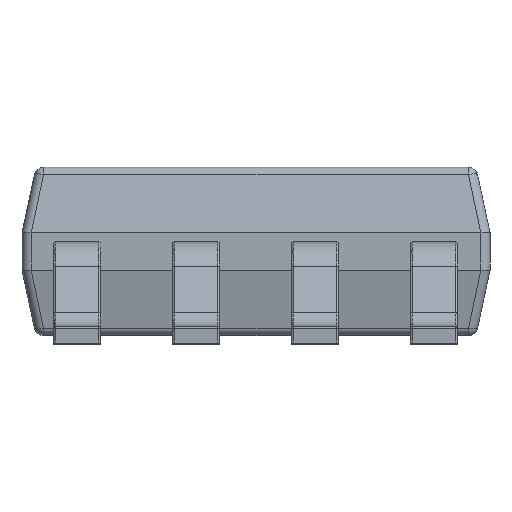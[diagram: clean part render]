
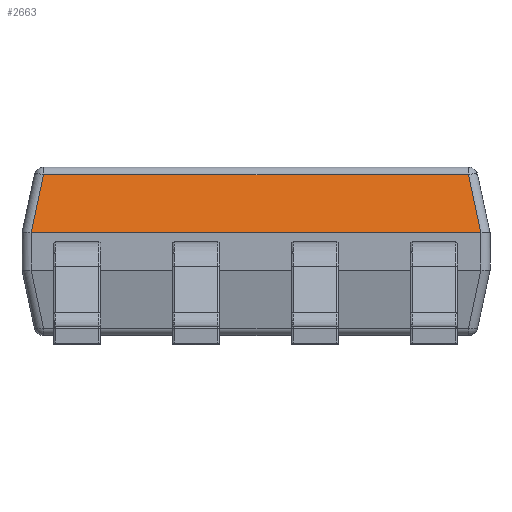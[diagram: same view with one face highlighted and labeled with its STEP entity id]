
A CAD part, left-side view. The second image highlights one B-rep face of the part: STEP entity #2663.
In plain terms, the highlighted planar face has unit normal (-0.978, 0, 0.209).
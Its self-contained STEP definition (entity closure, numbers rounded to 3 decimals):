
#54 = DIRECTION ( 'NONE',  ( 0.21, 0., 0.978 ) ) ;
#56 = DIRECTION ( 'NONE',  ( -0.978, 0., 0.21 ) ) ;
#65 = CARTESIAN_POINT ( 'NONE',  ( -1.65, 0., 1.9 ) ) ;
#306 = PLANE ( 'NONE',  #4045 ) ;
#470 = LINE ( 'NONE', #8656, #8620 ) ;
#715 = VERTEX_POINT ( 'NONE', #7359 ) ;
#1088 = VERTEX_POINT ( 'NONE', #2877 ) ;
#1218 = LINE ( 'NONE', #5476, #3963 ) ;
#1249 = VECTOR ( 'NONE', #5444, 1000. ) ;
#1267 = LINE ( 'NONE', #5452, #1249 ) ;
#1667 = VERTEX_POINT ( 'NONE', #7982 ) ;
#2003 = VERTEX_POINT ( 'NONE', #6081 ) ;
#2656 = CARTESIAN_POINT ( 'NONE',  ( -1.8, -2.402, 1.2 ) ) ;
#2663 = ADVANCED_FACE ( 'NONE', ( #7947 ), #306, .T. ) ;
#2745 = EDGE_CURVE ( 'NONE', #2003, #1667, #470, .T. ) ;
#2877 = CARTESIAN_POINT ( 'NONE',  ( -1.8, -2.4, 1.2 ) ) ;
#2897 = EDGE_CURVE ( 'NONE', #715, #1088, #1218, .T. ) ;
#2899 = EDGE_CURVE ( 'NONE', #1088, #7026, #4309, .T. ) ;
#2914 = EDGE_CURVE ( 'NONE', #2003, #7026, #1267, .T. ) ;
#2942 = EDGE_CURVE ( 'NONE', #7895, #1667, #5599, .T. ) ;
#2946 = EDGE_CURVE ( 'NONE', #7895, #715, #3221, .T. ) ;
#3017 = ORIENTED_EDGE ( 'NONE', *, *, #2942, .F. ) ;
#3221 =( BOUNDED_CURVE ( )  B_SPLINE_CURVE ( 3, ( #4857, #4866, #4793, #4783 ),
 .UNSPECIFIED., .F., .F. ) 
 B_SPLINE_CURVE_WITH_KNOTS ( ( 4, 4 ),
 ( 6.261, 6.283 ),
 .UNSPECIFIED. ) 
 CURVE ( )  GEOMETRIC_REPRESENTATION_ITEM ( )  RATIONAL_B_SPLINE_CURVE ( ( 1., 1., 1., 1. ) ) 
 REPRESENTATION_ITEM ( '' )  );
#3963 = VECTOR ( 'NONE', #5482, 1000. ) ;
#3990 = ORIENTED_EDGE ( 'NONE', *, *, #2914, .F. ) ;
#4045 = AXIS2_PLACEMENT_3D ( 'NONE', #65, #56, #54 ) ;
#4296 = ORIENTED_EDGE ( 'NONE', *, *, #2899, .T. ) ;
#4309 =( BOUNDED_CURVE ( )  B_SPLINE_CURVE ( 3, ( #5472, #5659, #5441, #5431 ),
 .UNSPECIFIED., .F., .F. ) 
 B_SPLINE_CURVE_WITH_KNOTS ( ( 4, 4 ),
 ( 0., 0.022 ),
 .UNSPECIFIED. ) 
 CURVE ( )  GEOMETRIC_REPRESENTATION_ITEM ( )  RATIONAL_B_SPLINE_CURVE ( ( 1., 1., 1., 1. ) ) 
 REPRESENTATION_ITEM ( '' )  );
#4313 = ORIENTED_EDGE ( 'NONE', *, *, #2897, .T. ) ;
#4436 = ORIENTED_EDGE ( 'NONE', *, *, #2745, .T. ) ;
#4464 = ORIENTED_EDGE ( 'NONE', *, *, #2946, .T. ) ;
#4783 = CARTESIAN_POINT ( 'NONE',  ( -1.8, 2.4, 1.2 ) ) ;
#4793 = CARTESIAN_POINT ( 'NONE',  ( -1.8, 2.401, 1.2 ) ) ;
#4803 = DIRECTION ( 'NONE',  ( 0.205, -0.205, 0.957 ) ) ;
#4833 = CARTESIAN_POINT ( 'NONE',  ( -1.8, 2.402, 1.2 ) ) ;
#4849 = CARTESIAN_POINT ( 'NONE',  ( -1.8, 2.402, 1.2 ) ) ;
#4857 = CARTESIAN_POINT ( 'NONE',  ( -1.8, 2.402, 1.2 ) ) ;
#4866 = CARTESIAN_POINT ( 'NONE',  ( -1.8, 2.401, 1.2 ) ) ;
#4899 = EDGE_LOOP ( 'NONE', ( #4313, #4296, #3990, #4436, #3017, #4464 ) ) ;
#5431 = CARTESIAN_POINT ( 'NONE',  ( -1.8, -2.402, 1.2 ) ) ;
#5441 = CARTESIAN_POINT ( 'NONE',  ( -1.8, -2.401, 1.2 ) ) ;
#5444 = DIRECTION ( 'NONE',  ( -0.205, -0.205, -0.957 ) ) ;
#5452 = CARTESIAN_POINT ( 'NONE',  ( -1.667, -2.269, 1.821 ) ) ;
#5472 = CARTESIAN_POINT ( 'NONE',  ( -1.8, -2.4, 1.2 ) ) ;
#5476 = CARTESIAN_POINT ( 'NONE',  ( -1.8, 2.5, 1.2 ) ) ;
#5482 = DIRECTION ( 'NONE',  ( 0., -1., 0. ) ) ;
#5599 = LINE ( 'NONE', #4833, #7508 ) ;
#5659 = CARTESIAN_POINT ( 'NONE',  ( -1.8, -2.401, 1.2 ) ) ;
#6081 = CARTESIAN_POINT ( 'NONE',  ( -1.667, -2.269, 1.821 ) ) ;
#7026 = VERTEX_POINT ( 'NONE', #2656 ) ;
#7359 = CARTESIAN_POINT ( 'NONE',  ( -1.8, 2.4, 1.2 ) ) ;
#7508 = VECTOR ( 'NONE', #4803, 1000. ) ;
#7895 = VERTEX_POINT ( 'NONE', #4849 ) ;
#7947 = FACE_OUTER_BOUND ( 'NONE', #4899, .T. ) ;
#7982 = CARTESIAN_POINT ( 'NONE',  ( -1.667, 2.269, 1.821 ) ) ;
#8620 = VECTOR ( 'NONE', #8626, 1000. ) ;
#8626 = DIRECTION ( 'NONE',  ( 0., 1., 0. ) ) ;
#8656 = CARTESIAN_POINT ( 'NONE',  ( -1.667, 0., 1.821 ) ) ;
